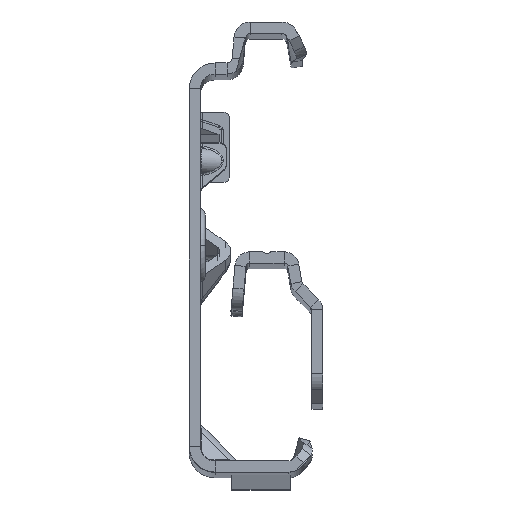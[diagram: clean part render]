
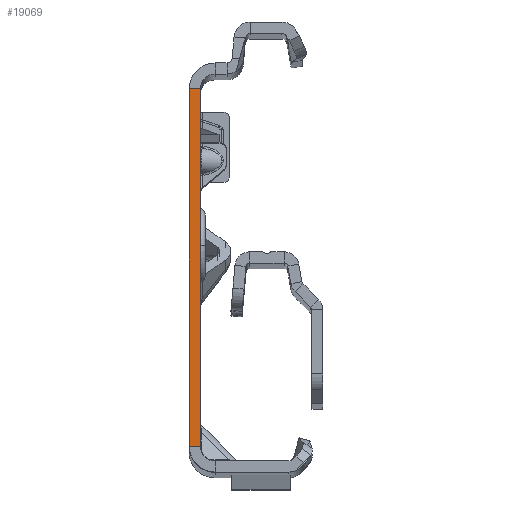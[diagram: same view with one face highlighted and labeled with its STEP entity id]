
A CAD part, top view. The second image highlights one B-rep face of the part: STEP entity #19069.
In plain terms, the highlighted planar face has unit normal (0, 0, 1).
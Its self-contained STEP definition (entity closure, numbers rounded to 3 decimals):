
#638 = CARTESIAN_POINT ( 'NONE',  ( 0., -25.865, 0. ) ) ;
#2801 = CARTESIAN_POINT ( 'NONE',  ( -1.5, 22.135, 0. ) ) ;
#3087 = DIRECTION ( 'NONE',  ( 0., -1., 0. ) ) ;
#4102 = DIRECTION ( 'NONE',  ( -1., 0., 0. ) ) ;
#4546 = LINE ( 'NONE', #47085, #19309 ) ;
#4659 = LINE ( 'NONE', #25332, #27256 ) ;
#5603 = ORIENTED_EDGE ( 'NONE', *, *, #24974, .F. ) ;
#9956 = EDGE_LOOP ( 'NONE', ( #18283, #48946, #12755, #5603 ) ) ;
#10432 = LINE ( 'NONE', #35839, #23713 ) ;
#10686 = VERTEX_POINT ( 'NONE', #11262 ) ;
#11262 = CARTESIAN_POINT ( 'NONE',  ( 0., 22.135, 0. ) ) ;
#11992 = EDGE_CURVE ( 'NONE', #10686, #53516, #28154, .T. ) ;
#12755 = ORIENTED_EDGE ( 'NONE', *, *, #42042, .T. ) ;
#13450 = EDGE_CURVE ( 'NONE', #10686, #41252, #4546, .T. ) ;
#13640 = DIRECTION ( 'NONE',  ( 0., -1., 0. ) ) ;
#14354 = AXIS2_PLACEMENT_3D ( 'NONE', #31863, #14737, #31583 ) ;
#14737 = DIRECTION ( 'NONE',  ( 0., 0., 1. ) ) ;
#18283 = ORIENTED_EDGE ( 'NONE', *, *, #13450, .F. ) ;
#18622 = FACE_OUTER_BOUND ( 'NONE', #9956, .T. ) ;
#19069 = ADVANCED_FACE ( 'NONE', ( #18622 ), #39898, .T. ) ;
#19309 = VECTOR ( 'NONE', #13640, 1000. ) ;
#23713 = VECTOR ( 'NONE', #52736, 1000. ) ;
#24366 = VECTOR ( 'NONE', #4102, 1000. ) ;
#24974 = EDGE_CURVE ( 'NONE', #41252, #46852, #10432, .T. ) ;
#25332 = CARTESIAN_POINT ( 'NONE',  ( -1.5, -27.865, 0. ) ) ;
#27256 = VECTOR ( 'NONE', #3087, 1000. ) ;
#28154 = LINE ( 'NONE', #29246, #24366 ) ;
#29246 = CARTESIAN_POINT ( 'NONE',  ( 0., 22.135, 0. ) ) ;
#29330 = CARTESIAN_POINT ( 'NONE',  ( -1.5, -25.865, 0. ) ) ;
#31583 = DIRECTION ( 'NONE',  ( 1., 0., 0. ) ) ;
#31863 = CARTESIAN_POINT ( 'NONE',  ( -1.5, -27.865, 0. ) ) ;
#35839 = CARTESIAN_POINT ( 'NONE',  ( 0., -25.865, 0. ) ) ;
#39898 = PLANE ( 'NONE',  #14354 ) ;
#41252 = VERTEX_POINT ( 'NONE', #638 ) ;
#42042 = EDGE_CURVE ( 'NONE', #53516, #46852, #4659, .T. ) ;
#46852 = VERTEX_POINT ( 'NONE', #29330 ) ;
#47085 = CARTESIAN_POINT ( 'NONE',  ( 0., -27.865, 0. ) ) ;
#48946 = ORIENTED_EDGE ( 'NONE', *, *, #11992, .T. ) ;
#52736 = DIRECTION ( 'NONE',  ( -1., 0., 0. ) ) ;
#53516 = VERTEX_POINT ( 'NONE', #2801 ) ;
